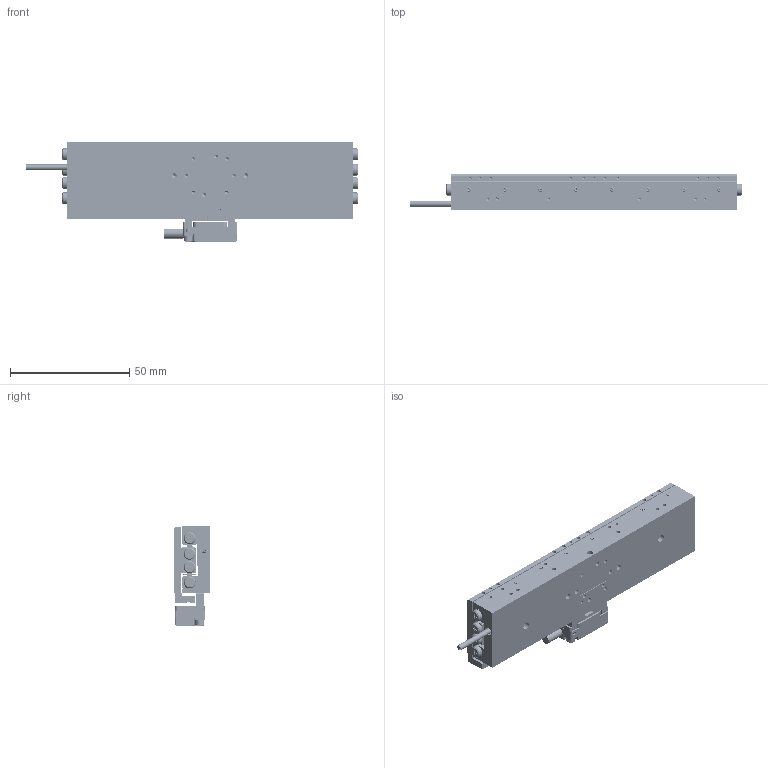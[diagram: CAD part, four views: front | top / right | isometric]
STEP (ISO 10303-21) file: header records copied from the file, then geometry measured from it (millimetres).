
FILE_DESCRIPTION (( 'STEP AP214' ), '1' );
FILE_NAME ('PPS-28-143X9.STEP', '2023-08-03T23:16:11', ( '' ), ( '' ), 'SwSTEP 2.0', 'SolidWorks 2023', '' );
FILE_SCHEMA (( 'AUTOMOTIVE_DESIGN' ));
Length unit declared in the file: millimetre
Products named in the file (19): PPS-28-143X9; Set Screw, Cup-H, E-ASME_E1-72 x 1''16; NB Slide Way SVW 2000 Rail_SVW 2120; NB Slide Way SVW 2000 Center Way_SVW 2120; PPS-28, Carriage, Master Part_120; 430414 PPS-20 & 28, Encoder Bracket, MII; PPS-28, Base, Master Part_L120mm, 2 Motors, No Ears ; SCREW, MS-PPH, M-JCIS_M1.6 x 0.35 x 4mm; 130161 Bearing, NB, Slide Way, SVW 2000_SVW 2120-21Z (Movable to Limits); SCREW, SHCS-S, M-DIN_M1.6 x 0.35 x 06mm; PPS-20, Scale Bracket, MII, Master Part_120mm; TFC-421 Silver Braided Cable_L70; NB Slide Way SVW 2000 Cage_SVW 2120-21Z; Dowel Pin, M-DIN_M01 x 004; SCREW, SHCS-S, M-DIN_M2 x 0.4 x 06mm; 430438 PPS 28, Back Cover, NJ8x13; SCREW, MS-PPH, M-JCIS_M2.5 x 0.45 x 6mm; SCREW, SHCS-F, M-DIN_M3 x 0.5 x 06mm; 110123 Encoder Head, MII 6000, Atmospheric
Assembly tree (55 placements, depth 3):
  PPS-28-143X9
    PPS-28, Base, Master Part_L120mm, 2 Motors, No Ears 
    430438 PPS 28, Back Cover, NJ8x13
    TFC-421 Silver Braided Cable_L70
    PPS-28, Carriage, Master Part_120
    SCREW, SHCS-F, M-DIN_M3 x 0.5 x 06mm  x8
    130161 Bearing, NB, Slide Way, SVW 2000_SVW 2120-21Z (Movable to Limits)
      NB Slide Way SVW 2000 Rail_SVW 2120  x2
      NB Slide Way SVW 2000 Center Way_SVW 2120
      NB Slide Way SVW 2000 Cage_SVW 2120-21Z  x2
    SCREW, MS-PPH, M-JCIS_M2.5 x 0.45 x 6mm  x16
    Set Screw, Cup-H, E-ASME_E1-72 x 1''16  x8
    110123 Encoder Head, MII 6000, Atmospheric
    430414 PPS-20 & 28, Encoder Bracket, MII
    PPS-20, Scale Bracket, MII, Master Part_120mm
    SCREW, SHCS-S, M-DIN_M1.6 x 0.35 x 06mm  x2
    SCREW, SHCS-S, M-DIN_M2 x 0.4 x 06mm  x2
    SCREW, MS-PPH, M-JCIS_M1.6 x 0.35 x 4mm  x4
    Dowel Pin, M-DIN_M01 x 004  x2
Bounding box: 139.2 x 15 x 41.71 mm (x, y, z)
Volume: 49242 mm3; surface area: 48471.6 mm2
Topology: 72 solids, 72 shells, 2865 faces, 6860 edges, 4177 vertices
Faces by surface type: plane 1123, cylinder 948, cone 618, torus 152, bspline 24
Entity records: 86554 total; most frequent: CARTESIAN_POINT 47823, DIRECTION 8407, ORIENTED_EDGE 7424, EDGE_CURVE 3712, AXIS2_PLACEMENT_3D 3211, VERTEX_POINT 2361, VECTOR 1985, LINE 1985
